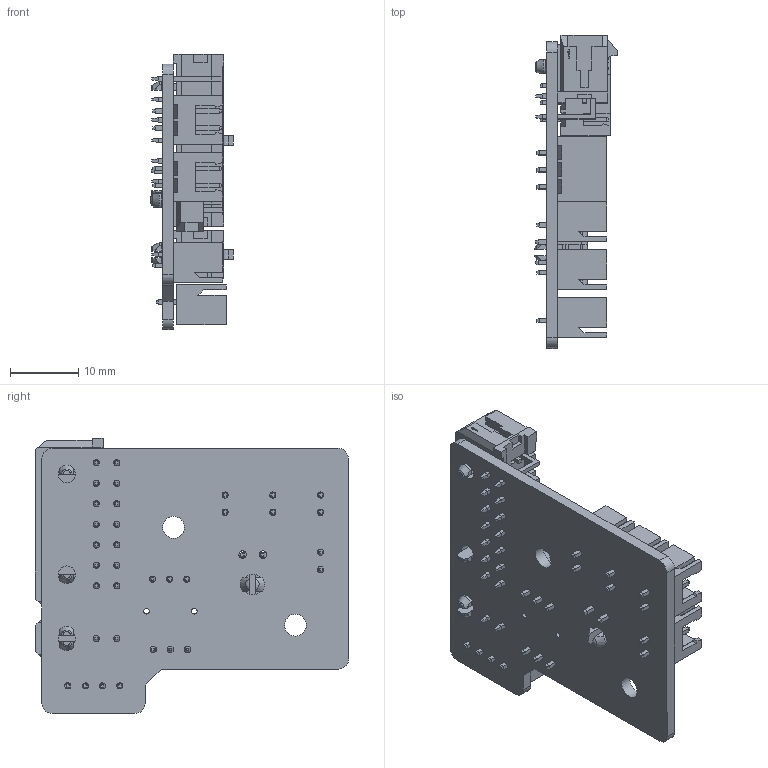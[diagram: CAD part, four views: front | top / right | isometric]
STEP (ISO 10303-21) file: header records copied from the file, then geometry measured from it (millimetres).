
FILE_DESCRIPTION(/* description */ (''),/* implementation_level */ '2;1');
FILE_NAME(/* name */ 'Afterburner-ERCF-PCB v4.step',/* time_stamp */ '2021-06-11T23:24:16-07:00',/* author */ (''),/* organization */ (''),/* preprocessor_version */ 'ST-DEVELOPER v18.1',/* originating_system */ 'Autodesk Translation Framework v10.9.0.1377',/* authorisation */ '');
FILE_SCHEMA (('AUTOMOTIVE_DESIGN { 1 0 10303 214 3 1 1 }'));
Length unit declared in the file: millimetre
Products named in the file (9): Afterburner-ERCF-PCB; Microfit2pinverical; Microfit14pin; JST - XH - Thru - 2Pin - 2.5mm (Genuine); JST - XH - Thru - 3Pin - 2.5mm (Genuine); JST - XH - Thru - 4Pin - 2.5mm (Genuine); microfit2pinhorizontal v1; 1 (1); 1
Assembly tree (12 placements, depth 3):
  Afterburner-ERCF-PCB
    Microfit2pinverical
    Microfit14pin
    JST - XH - Thru - 2Pin - 2.5mm (Genuine)  x4
    JST - XH - Thru - 3Pin - 2.5mm (Genuine)  x2
    JST - XH - Thru - 4Pin - 2.5mm (Genuine)
    microfit2pinhorizontal v1
      1 (1)
      1
Bounding box: 12.1 x 45.86 x 40.27 mm (x, y, z)
Volume: 5006 mm3; surface area: 10741.5 mm2
Topology: 11 solids, 151 shells, 2950 faces, 7148 edges, 4602 vertices
Faces by surface type: plane 2562, bspline 275, cylinder 103, cone 6, torus 4
Full cylindrical faces by diameter (mm): 0.8 x2, 0.9 x18, 0.914 x16, 1.1 x2, 1.524 x16, 1.6 x2, 1.8 x20, 2.5 x3, 3 x1, 3.2 x2, 5.5 x2
Entity records: 57983 total; most frequent: CARTESIAN_POINT 12321, ORIENTED_EDGE 9496, DIRECTION 8406, EDGE_CURVE 4748, LINE 4266, VECTOR 4266, VERTEX_POINT 3038, EDGE_LOOP 2154
